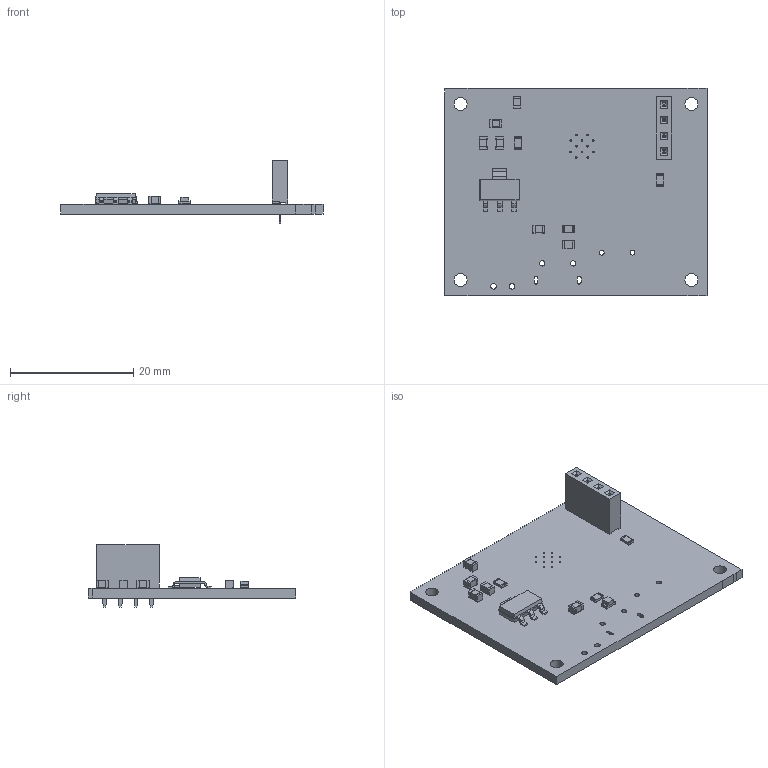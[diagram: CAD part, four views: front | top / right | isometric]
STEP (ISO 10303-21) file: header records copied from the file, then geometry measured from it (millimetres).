
FILE_DESCRIPTION(('KiCad electronic assembly'),'2;1');
FILE_NAME('eerste_versie.step','2021-04-02T18:52:17',('An Author'),( 'A Company'),'Open CASCADE STEP processor 6.9', 'KiCad to STEP converter','Unknown');
FILE_SCHEMA(('AUTOMOTIVE_DESIGN { 1 0 10303 214 1 1 1 1 }'));
Length unit declared in the file: millimetre
Products named in the file (12): Open CASCADE STEP translator 6.9 1; PinSocket_1x04_P2.54mm_Vertical; SOLID; C_0805_2012Metric; R_0805_2012Metric; LED_0805_2012Metric; SOT-223; COMPOUND
Assembly tree (17 placements, depth 3):
  Open CASCADE STEP translator 6.9 1
    PinSocket_1x04_P2.54mm_Vertical
      SOLID
    C_0805_2012Metric  x5
      SOLID
    R_0805_2012Metric  x3
      SOLID
    LED_0805_2012Metric
      SOLID
    SOT-223
      SOLID
    COMPOUND
Bounding box: 42.55 x 33.66 x 10.1 mm (x, y, z)
Volume: 2482.3 mm3; surface area: 3689.7 mm2
Topology: 12 solids, 12 shells, 527 faces, 1376 edges, 896 vertices
Faces by surface type: plane 373, cylinder 138, bspline 16
Full cylindrical faces by diameter (mm): 0.254 x12, 0.8 x2, 0.85 x2, 0.899 x2, 1 x4, 2.1 x4
Entity records: 26249 total; most frequent: CARTESIAN_POINT 4573, DIRECTION 3582, LINE 2512, VECTOR 2512, ORIENTED_EDGE 1904, PCURVE 1904, DEFINITIONAL_REPRESENTATION 1904, EDGE_CURVE 952
